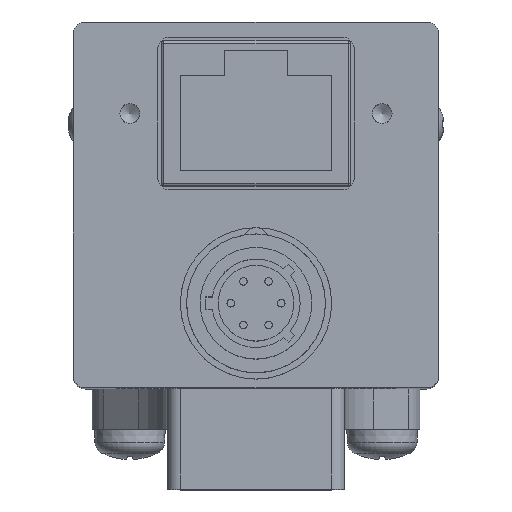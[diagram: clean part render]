
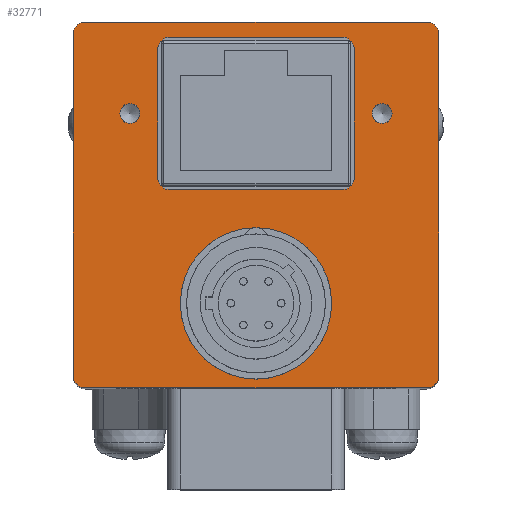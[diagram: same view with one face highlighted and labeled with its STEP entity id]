
A CAD part, top view. The second image highlights one B-rep face of the part: STEP entity #32771.
In plain terms, the highlighted planar face has unit normal (0, 0, 1).
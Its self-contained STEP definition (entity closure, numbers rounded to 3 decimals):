
#299=LINE('',#47696,#2999);
#338=LINE('',#47906,#3038);
#345=LINE('',#47920,#3045);
#348=LINE('',#47928,#3048);
#350=LINE('',#47934,#3050);
#374=LINE('',#47988,#3074);
#375=LINE('',#47991,#3075);
#376=LINE('',#47992,#3076);
#2999=VECTOR('',#38251,27.);
#3038=VECTOR('',#38388,13.6);
#3045=VECTOR('',#38401,10.1);
#3048=VECTOR('',#38410,13.6);
#3050=VECTOR('',#38418,10.1);
#3074=VECTOR('',#38480,27.);
#3075=VECTOR('',#38483,27.);
#3076=VECTOR('',#38484,27.);
#6231=PLANE('',#34727);
#7671=FACE_BOUND('',#9973,.T.);
#7672=FACE_BOUND('',#9974,.T.);
#7673=FACE_BOUND('',#9975,.T.);
#7674=FACE_BOUND('',#9976,.T.);
#8198=FACE_OUTER_BOUND('',#9972,.T.);
#9972=EDGE_LOOP('',(#21888,#21889,#21890,#21891,#21892,#21893,#21894,#21895));
#9973=EDGE_LOOP('',(#21896));
#9974=EDGE_LOOP('',(#21897));
#9975=EDGE_LOOP('',(#21898));
#9976=EDGE_LOOP('',(#21899,#21900,#21901,#21902,#21903,#21904,#21905,#21906));
#12106=CIRCLE('',#34650,1.);
#12107=CIRCLE('',#34653,1.);
#12112=CIRCLE('',#34664,0.784);
#12114=CIRCLE('',#34668,0.784);
#12122=CIRCLE('',#34694,6.);
#12125=CIRCLE('',#34699,1.);
#12126=CIRCLE('',#34702,1.);
#12127=CIRCLE('',#34705,1.);
#12128=CIRCLE('',#34708,1.);
#12131=CIRCLE('',#34728,1.);
#12132=CIRCLE('',#34729,1.);
#13607=VERTEX_POINT('',#47688);
#13608=VERTEX_POINT('',#47690);
#13609=VERTEX_POINT('',#47694);
#13610=VERTEX_POINT('',#47698);
#13621=VERTEX_POINT('',#47811);
#13623=VERTEX_POINT('',#47817);
#13641=VERTEX_POINT('',#47886);
#13645=VERTEX_POINT('',#47899);
#13646=VERTEX_POINT('',#47901);
#13647=VERTEX_POINT('',#47905);
#13650=VERTEX_POINT('',#47914);
#13651=VERTEX_POINT('',#47915);
#13652=VERTEX_POINT('',#47922);
#13653=VERTEX_POINT('',#47923);
#13654=VERTEX_POINT('',#47930);
#13663=VERTEX_POINT('',#47984);
#13664=VERTEX_POINT('',#47985);
#13665=VERTEX_POINT('',#47987);
#13666=VERTEX_POINT('',#47989);
#16826=EDGE_CURVE('',#13607,#13608,#12106,.T.);
#16829=EDGE_CURVE('',#13607,#13609,#299,.T.);
#16831=EDGE_CURVE('',#13610,#13609,#12107,.T.);
#16844=EDGE_CURVE('',#13621,#13621,#12112,.T.);
#16846=EDGE_CURVE('',#13623,#13623,#12114,.T.);
#16881=EDGE_CURVE('',#13641,#13641,#12122,.T.);
#16889=EDGE_CURVE('',#13645,#13646,#12125,.T.);
#16891=EDGE_CURVE('',#13647,#13646,#338,.T.);
#16896=EDGE_CURVE('',#13650,#13651,#12126,.T.);
#16899=EDGE_CURVE('',#13645,#13651,#345,.T.);
#16900=EDGE_CURVE('',#13652,#13653,#12127,.T.);
#16903=EDGE_CURVE('',#13650,#13653,#348,.T.);
#16904=EDGE_CURVE('',#13647,#13654,#12128,.T.);
#16906=EDGE_CURVE('',#13652,#13654,#350,.T.);
#16932=EDGE_CURVE('',#13663,#13664,#12131,.T.);
#16933=EDGE_CURVE('',#13663,#13665,#374,.T.);
#16934=EDGE_CURVE('',#13666,#13665,#12132,.T.);
#16935=EDGE_CURVE('',#13666,#13608,#375,.T.);
#16936=EDGE_CURVE('',#13610,#13664,#376,.T.);
#21888=ORIENTED_EDGE('',*,*,#16932,.F.);
#21889=ORIENTED_EDGE('',*,*,#16933,.T.);
#21890=ORIENTED_EDGE('',*,*,#16934,.F.);
#21891=ORIENTED_EDGE('',*,*,#16935,.T.);
#21892=ORIENTED_EDGE('',*,*,#16826,.F.);
#21893=ORIENTED_EDGE('',*,*,#16829,.T.);
#21894=ORIENTED_EDGE('',*,*,#16831,.F.);
#21895=ORIENTED_EDGE('',*,*,#16936,.T.);
#21896=ORIENTED_EDGE('',*,*,#16844,.T.);
#21897=ORIENTED_EDGE('',*,*,#16846,.T.);
#21898=ORIENTED_EDGE('',*,*,#16881,.T.);
#21899=ORIENTED_EDGE('',*,*,#16906,.T.);
#21900=ORIENTED_EDGE('',*,*,#16904,.F.);
#21901=ORIENTED_EDGE('',*,*,#16891,.T.);
#21902=ORIENTED_EDGE('',*,*,#16889,.F.);
#21903=ORIENTED_EDGE('',*,*,#16899,.T.);
#21904=ORIENTED_EDGE('',*,*,#16896,.F.);
#21905=ORIENTED_EDGE('',*,*,#16903,.T.);
#21906=ORIENTED_EDGE('',*,*,#16900,.F.);
#32771=ADVANCED_FACE('',(#8198,#7671,#7672,#7673,#7674),#6231,.F.);
#34650=AXIS2_PLACEMENT_3D('',#47691,#38245,#38246);
#34653=AXIS2_PLACEMENT_3D('',#47700,#38255,#38256);
#34664=AXIS2_PLACEMENT_3D('',#47812,#38283,#38284);
#34668=AXIS2_PLACEMENT_3D('',#47818,#38291,#38292);
#34694=AXIS2_PLACEMENT_3D('',#47887,#38368,#38369);
#34699=AXIS2_PLACEMENT_3D('',#47902,#38383,#38384);
#34702=AXIS2_PLACEMENT_3D('',#47916,#38395,#38396);
#34705=AXIS2_PLACEMENT_3D('',#47924,#38404,#38405);
#34708=AXIS2_PLACEMENT_3D('',#47931,#38413,#38414);
#34727=AXIS2_PLACEMENT_3D('',#47983,#38476,#38477);
#34728=AXIS2_PLACEMENT_3D('',#47986,#38478,#38479);
#34729=AXIS2_PLACEMENT_3D('',#47990,#38481,#38482);
#38245=DIRECTION('center_axis',(0.,0.,-1.));
#38246=DIRECTION('ref_axis',(0.707,0.707,0.));
#38251=DIRECTION('',(-1.,0.,0.));
#38255=DIRECTION('center_axis',(0.,0.,-1.));
#38256=DIRECTION('ref_axis',(-0.707,0.707,0.));
#38283=DIRECTION('center_axis',(0.,0.,-1.));
#38284=DIRECTION('ref_axis',(1.,0.,0.));
#38291=DIRECTION('center_axis',(0.,0.,-1.));
#38292=DIRECTION('ref_axis',(1.,0.,0.));
#38368=DIRECTION('center_axis',(0.,0.,-1.));
#38369=DIRECTION('ref_axis',(1.,0.,0.));
#38383=DIRECTION('center_axis',(0.,0.,1.));
#38384=DIRECTION('ref_axis',(0.707,0.707,0.));
#38388=DIRECTION('',(1.,0.,0.));
#38395=DIRECTION('center_axis',(0.,0.,1.));
#38396=DIRECTION('ref_axis',(0.707,-0.707,0.));
#38401=DIRECTION('',(0.,-1.,0.));
#38404=DIRECTION('center_axis',(0.,0.,1.));
#38405=DIRECTION('ref_axis',(-0.707,-0.707,0.));
#38410=DIRECTION('',(-1.,0.,0.));
#38413=DIRECTION('center_axis',(0.,0.,1.));
#38414=DIRECTION('ref_axis',(-0.707,0.707,0.));
#38418=DIRECTION('',(0.,1.,0.));
#38476=DIRECTION('center_axis',(0.,0.,-1.));
#38477=DIRECTION('ref_axis',(-1.,0.,0.));
#38478=DIRECTION('center_axis',(0.,0.,-1.));
#38479=DIRECTION('ref_axis',(-0.707,-0.707,0.));
#38480=DIRECTION('',(1.,0.,0.));
#38481=DIRECTION('center_axis',(0.,0.,-1.));
#38482=DIRECTION('ref_axis',(0.707,-0.707,0.));
#38483=DIRECTION('',(0.,1.,0.));
#38484=DIRECTION('',(0.,-1.,0.));
#47688=CARTESIAN_POINT('',(13.5,14.5,53.2));
#47690=CARTESIAN_POINT('',(14.5,13.5,53.2));
#47691=CARTESIAN_POINT('Origin',(13.5,13.5,53.2));
#47694=CARTESIAN_POINT('',(-13.5,14.5,53.2));
#47696=CARTESIAN_POINT('',(14.5,14.5,53.2));
#47698=CARTESIAN_POINT('',(-14.5,13.5,53.2));
#47700=CARTESIAN_POINT('Origin',(-13.5,13.5,53.2));
#47811=CARTESIAN_POINT('',(10.784,7.25,53.2));
#47812=CARTESIAN_POINT('Origin',(10.,7.25,53.2));
#47817=CARTESIAN_POINT('',(-9.217,7.25,53.2));
#47818=CARTESIAN_POINT('Origin',(-10.,7.25,53.2));
#47886=CARTESIAN_POINT('',(6.,-7.8,53.2));
#47887=CARTESIAN_POINT('Origin',(0.,-7.8,53.2));
#47899=CARTESIAN_POINT('',(7.8,12.3,53.2));
#47901=CARTESIAN_POINT('',(6.8,13.3,53.2));
#47902=CARTESIAN_POINT('Origin',(6.8,12.3,53.2));
#47905=CARTESIAN_POINT('',(-6.8,13.3,53.2));
#47906=CARTESIAN_POINT('',(3.9,13.3,53.2));
#47914=CARTESIAN_POINT('',(6.8,1.2,53.2));
#47915=CARTESIAN_POINT('',(7.8,2.2,53.2));
#47916=CARTESIAN_POINT('Origin',(6.8,2.2,53.2));
#47920=CARTESIAN_POINT('',(7.8,0.6,53.2));
#47922=CARTESIAN_POINT('',(-7.8,2.2,53.2));
#47923=CARTESIAN_POINT('',(-6.8,1.2,53.2));
#47924=CARTESIAN_POINT('Origin',(-6.8,2.2,53.2));
#47928=CARTESIAN_POINT('',(-3.9,1.2,53.2));
#47930=CARTESIAN_POINT('',(-7.8,12.3,53.2));
#47931=CARTESIAN_POINT('Origin',(-6.8,12.3,53.2));
#47934=CARTESIAN_POINT('',(-7.8,6.65,53.2));
#47983=CARTESIAN_POINT('Origin',(0.,0.,
53.2));
#47984=CARTESIAN_POINT('',(-13.5,-14.5,53.2));
#47985=CARTESIAN_POINT('',(-14.5,-13.5,53.2));
#47986=CARTESIAN_POINT('Origin',(-13.5,-13.5,53.2));
#47987=CARTESIAN_POINT('',(13.5,-14.5,53.2));
#47988=CARTESIAN_POINT('',(-14.5,-14.5,53.2));
#47989=CARTESIAN_POINT('',(14.5,-13.5,53.2));
#47990=CARTESIAN_POINT('Origin',(13.5,-13.5,53.2));
#47991=CARTESIAN_POINT('',(14.5,-14.5,53.2));
#47992=CARTESIAN_POINT('',(-14.5,14.5,53.2));
